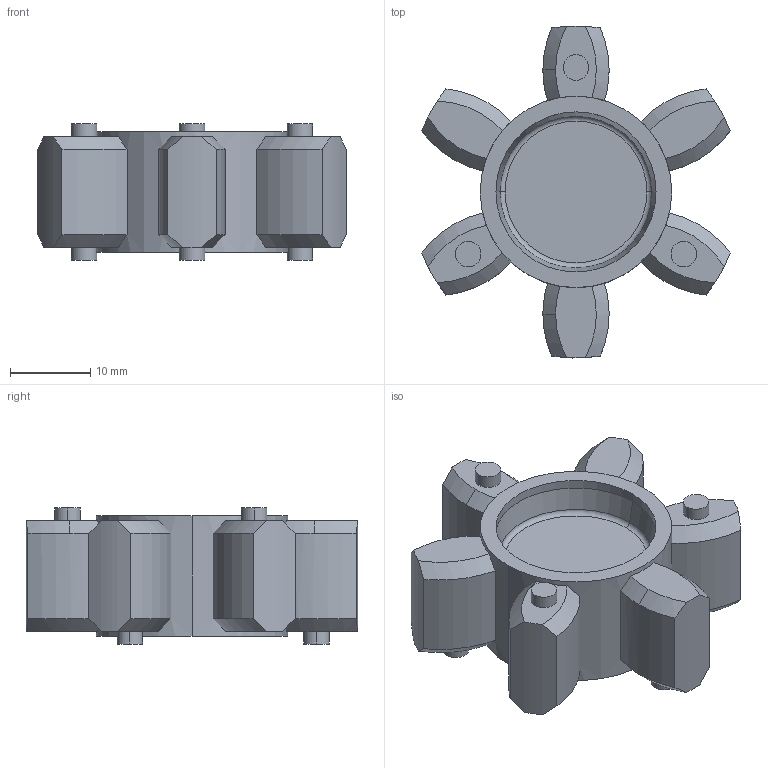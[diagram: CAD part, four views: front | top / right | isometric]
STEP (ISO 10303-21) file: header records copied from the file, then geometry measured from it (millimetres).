
FILE_DESCRIPTION (( 'STEP AP203' ), '1' );
FILE_NAME ('9845T22.STEP', '2019-09-12T15:06:43', ( '' ), ( '' ), 'SwSTEP 2.0', 'SolidWorks 2014', '' );
FILE_SCHEMA (( 'CONFIG_CONTROL_DESIGN' ));
Length unit declared in the file: inch
Products named in the file (1): 9845T22
Bounding box: 38.38 x 41.27 x 16.93 mm (x, y, z)
Volume: 9349.3 mm3; surface area: 4615.7 mm2
Topology: 1 solids, 1 shells, 96 faces, 230 edges, 150 vertices
Faces by surface type: cylinder 38, cone 32, plane 22, torus 4
Entity records: 2971 total; most frequent: CARTESIAN_POINT 621, DIRECTION 506, ORIENTED_EDGE 460, EDGE_CURVE 230, AXIS2_PLACEMENT_3D 227, VERTEX_POINT 150, CIRCLE 130, EDGE_LOOP 110
